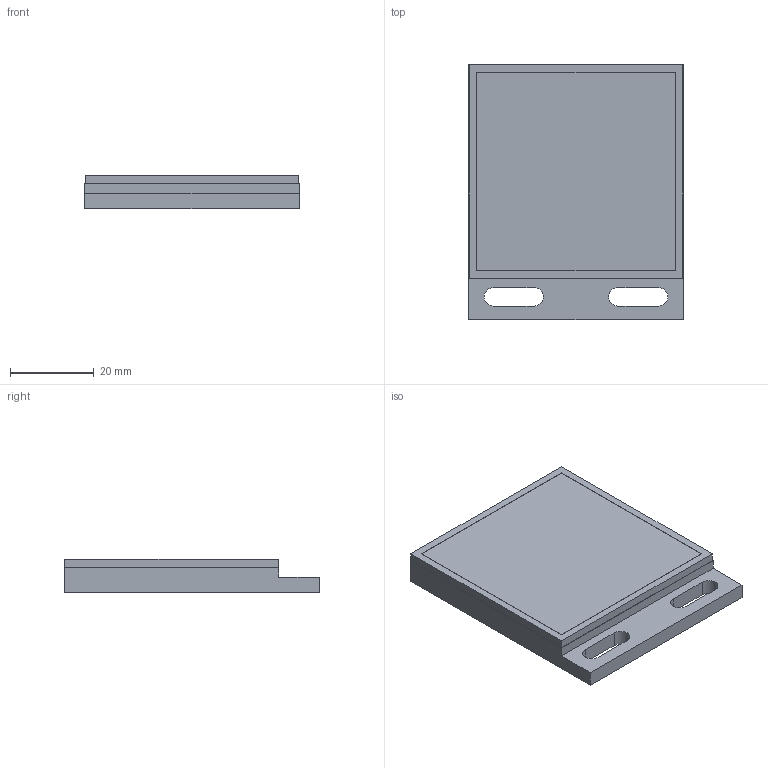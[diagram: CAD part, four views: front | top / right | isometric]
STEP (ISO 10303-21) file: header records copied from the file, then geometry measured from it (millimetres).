
FILE_DESCRIPTION((''),'2;1');
FILE_NAME('CAD-8701','2023-06-15T08:46:24',('creinig-se'),(''),'CREO PARAMETRIC BY PTC INC, 2022284','CREO PARAMETRIC BY PTC INC, 2022284','');
FILE_SCHEMA(('CONFIG_CONTROL_DESIGN','SHAPE_APPEARANCE_LAYERS_GROUPS'));
Length unit declared in the file: millimetre
Products named in the file (1): CAD-8701
Bounding box: 51.3 x 61 x 8 mm (x, y, z)
Volume: 22221.4 mm3; surface area: 7997.4 mm2
Topology: 1 solids, 1 shells, 28 faces, 75 edges, 51 vertices
Faces by surface type: plane 22, cylinder 6
Entity records: 1192 total; most frequent: CARTESIAN_POINT 154, ORIENTED_EDGE 150, DIRECTION 146, PRESENTATION_STYLE_ASSIGNMENT 76, STYLED_ITEM 76, CURVE_STYLE 75, EDGE_CURVE 75, VECTOR 60
